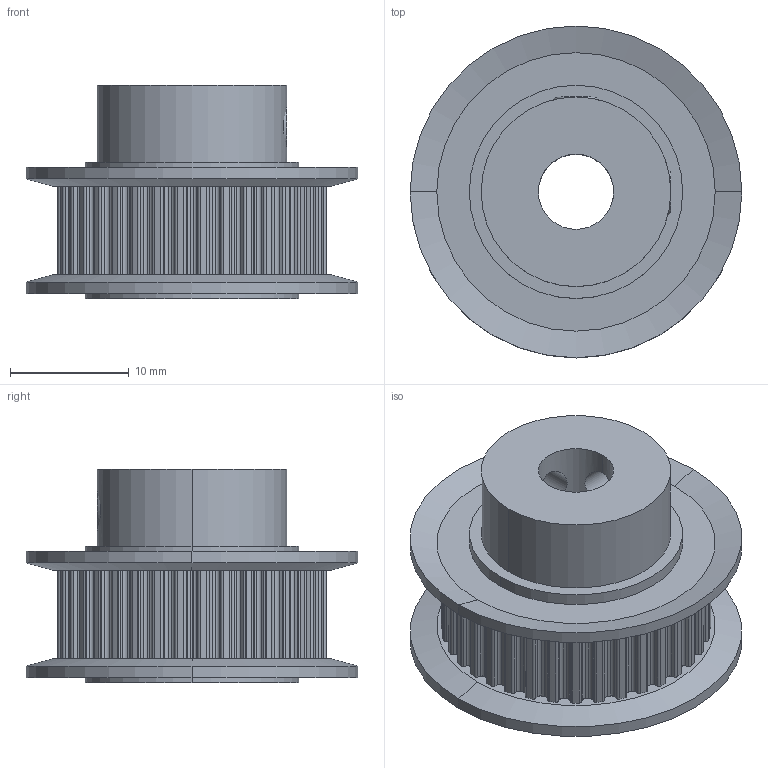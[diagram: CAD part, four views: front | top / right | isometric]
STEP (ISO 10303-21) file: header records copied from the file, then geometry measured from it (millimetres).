
FILE_DESCRIPTION (( 'STEP AP203' ), '1' );
FILE_NAME ('A36-MXL025-B0250.step', '2023-08-24T19:17:02', ( '' ), ( '' ), 'SwSTEP 2.0', 'SolidWorks 2021', '' );
FILE_SCHEMA (( 'CONFIG_CONTROL_DESIGN' ));
Length unit declared in the file: millimetre
Products named in the file (1): A36-MXL025-B0250
Bounding box: 28 x 28 x 18 mm (x, y, z)
Volume: 5353 mm3; surface area: 4299 mm2
Topology: 5 solids, 5 shells, 400 faces, 1123 edges, 732 vertices
Faces by surface type: cylinder 269, plane 97, cone 34
Entity records: 13462 total; most frequent: CARTESIAN_POINT 2614, DIRECTION 2443, ORIENTED_EDGE 2238, EDGE_CURVE 1119, AXIS2_PLACEMENT_3D 961, VERTEX_POINT 732, CIRCLE 560, LINE 521
